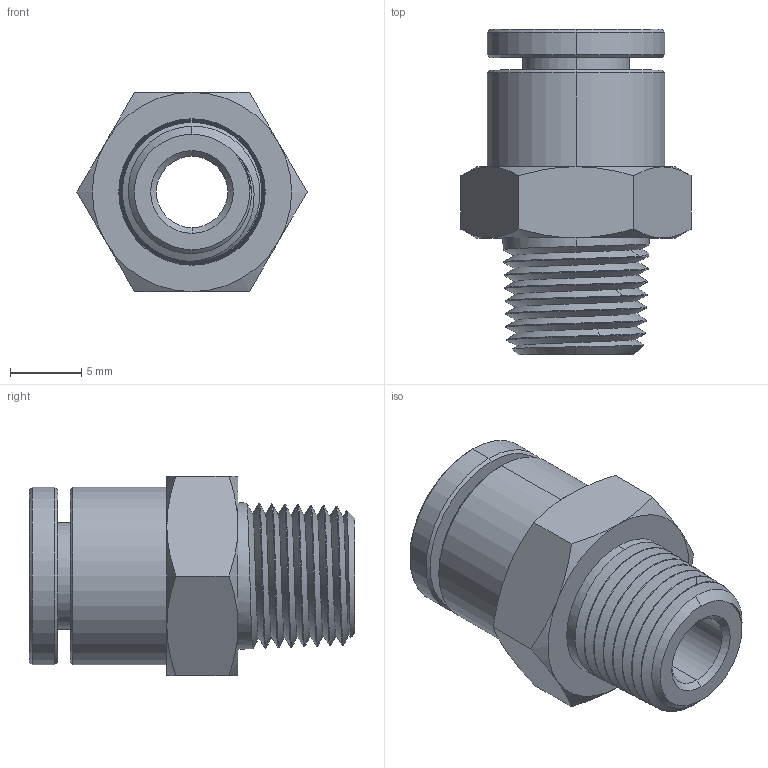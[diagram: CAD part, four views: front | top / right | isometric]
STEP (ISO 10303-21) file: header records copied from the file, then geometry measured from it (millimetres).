
FILE_DESCRIPTION (( 'STEP AP203' ), '1' );
FILE_NAME ('MCS6R1-8W.STEP', '2016-10-20T21:43:43', ( '' ), ( '' ), 'SwSTEP 2.0', 'SolidWorks 2016', '' );
FILE_SCHEMA (( 'CONFIG_CONTROL_DESIGN' ));
Length unit declared in the file: millimetre
Products named in the file (1): MCS6R1-8W
Bounding box: 16.17 x 22.86 x 14 mm (x, y, z)
Volume: 1717.1 mm3; surface area: 3259.2 mm2
Topology: 6 solids, 6 shells, 357 faces, 966 edges, 626 vertices
Faces by surface type: cone 142, plane 115, cylinder 60, bspline 40
Entity records: 44807 total; most frequent: CARTESIAN_POINT 36406, ORIENTED_EDGE 1932, DIRECTION 1508, EDGE_CURVE 966, VERTEX_POINT 626, AXIS2_PLACEMENT_3D 626, B_SPLINE_CURVE_WITH_KNOTS 402, EDGE_LOOP 374
